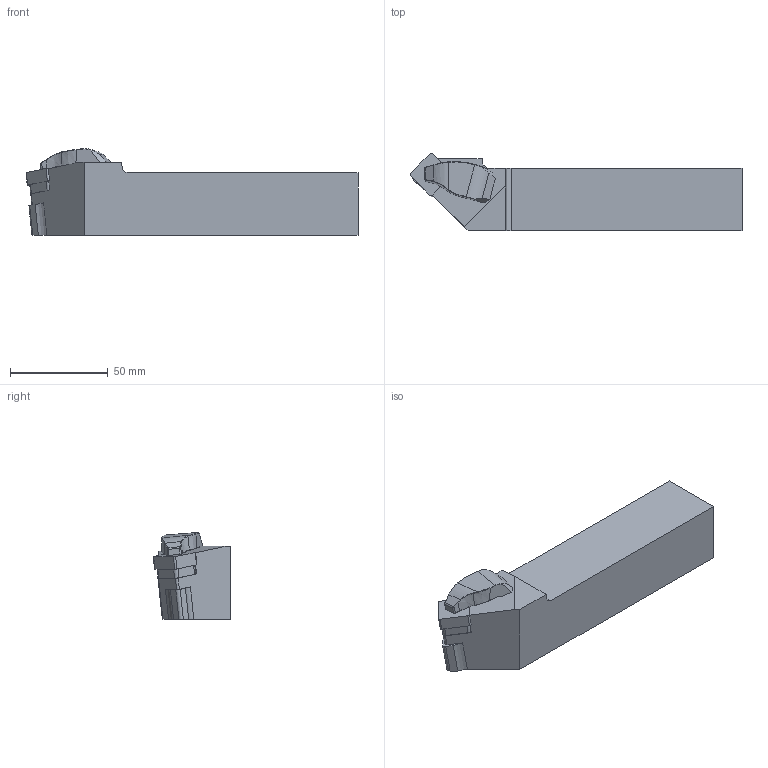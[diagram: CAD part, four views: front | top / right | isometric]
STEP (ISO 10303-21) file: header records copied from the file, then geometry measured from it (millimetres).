
FILE_DESCRIPTION(/* description */ (''),/* implementation_level */ '2;1');
FILE_NAME(/* name */ 'TSSNL-3232-P15-H.stp',/* time_stamp */ '2023-10-18T15:13:35+03:00',/* author */ (''),/* organization */ (''),/* preprocessor_version */ 'ST-DEVELOPER v19.4',/* originating_system */ 'SIEMENS PLM Software NX2306.3001',/* authorisation */ '');
FILE_SCHEMA (('AUTOMOTIVE_DESIGN { 1 0 10303 214 3 1 1 1 }'));
Length unit declared in the file: millimetre
Products named in the file (1): TSSNR-3232-P15-H
Bounding box: 169.66 x 39.67 x 44.44 mm (x, y, z)
Volume: 170558.7 mm3; surface area: 25149.6 mm2
Topology: 2 solids, 2 shells, 126 faces, 324 edges, 204 vertices
Faces by surface type: plane 62, cylinder 24, bspline 21, cone 14, torus 3, extrusion 2
Entity records: 4038 total; most frequent: CARTESIAN_POINT 1142, ORIENTED_EDGE 648, DIRECTION 510, EDGE_CURVE 324, VERTEX_POINT 204, VECTOR 170, AXIS2_PLACEMENT_3D 170, LINE 168
